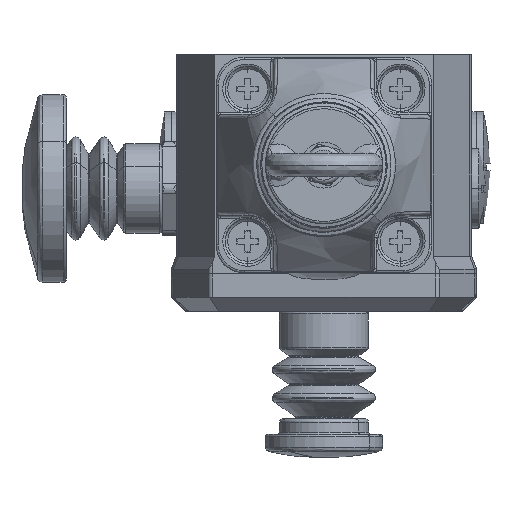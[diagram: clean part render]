
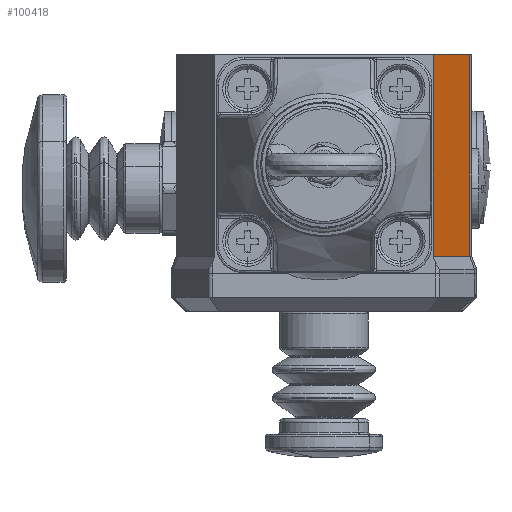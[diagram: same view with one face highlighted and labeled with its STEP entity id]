
A CAD part, front view. The second image highlights one B-rep face of the part: STEP entity #100418.
In plain terms, the highlighted planar face has unit normal (0.906, -0.423, 0).
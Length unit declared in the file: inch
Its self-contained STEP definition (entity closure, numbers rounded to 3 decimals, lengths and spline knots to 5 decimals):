
#1891 = CARTESIAN_POINT ( 'NONE',  ( 1.22171, -3.6934, 0. ) ) ;
#1904 = EDGE_LOOP ( 'NONE', ( #41853, #20522, #90025, #45319 ) ) ;
#2559 = FACE_OUTER_BOUND ( 'NONE', #1904, .T. ) ;
#2821 = AXIS2_PLACEMENT_3D ( 'NONE', #96928, #5484, #34354 ) ;
#3989 = DIRECTION ( 'NONE',  ( 0., 0., -1. ) ) ;
#5484 = DIRECTION ( 'NONE',  ( 0.906, -0.423, 0. ) ) ;
#13847 = CARTESIAN_POINT ( 'NONE',  ( 0.91535, -4.35039, 0. ) ) ;
#14100 = LINE ( 'NONE', #77228, #82418 ) ;
#14349 = VECTOR ( 'NONE', #3989, 39.37008 ) ;
#20282 = EDGE_CURVE ( 'NONE', #46946, #85441, #14100, .T. ) ;
#20522 = ORIENTED_EDGE ( 'NONE', *, *, #48096, .T. ) ;
#33587 = CARTESIAN_POINT ( 'NONE',  ( 0.91535, -4.35039, -1.68898 ) ) ;
#34354 = DIRECTION ( 'NONE',  ( 0.423, 0.906, 0. ) ) ;
#37447 = VECTOR ( 'NONE', #112580, 39.37008 ) ;
#39067 = DIRECTION ( 'NONE',  ( 0.423, 0.906, 0. ) ) ;
#39553 = LINE ( 'NONE', #78515, #14349 ) ;
#41853 = ORIENTED_EDGE ( 'NONE', *, *, #117665, .F. ) ;
#45319 = ORIENTED_EDGE ( 'NONE', *, *, #118222, .F. ) ;
#46946 = VERTEX_POINT ( 'NONE', #33587 ) ;
#48096 = EDGE_CURVE ( 'NONE', #117450, #46946, #39553, .T. ) ;
#49221 = CARTESIAN_POINT ( 'NONE',  ( 0.91535, -4.35039, 0. ) ) ;
#49370 = LINE ( 'NONE', #1891, #37447 ) ;
#57076 = CARTESIAN_POINT ( 'NONE',  ( 1.22171, -3.6934, 0. ) ) ;
#58475 = VECTOR ( 'NONE', #39067, 39.37008 ) ;
#60806 = VERTEX_POINT ( 'NONE', #57076 ) ;
#75106 = LINE ( 'NONE', #49221, #58475 ) ;
#77228 = CARTESIAN_POINT ( 'NONE',  ( 0.91535, -4.35039, -1.68898 ) ) ;
#78515 = CARTESIAN_POINT ( 'NONE',  ( 0.91535, -4.35039, 0.26064 ) ) ;
#82418 = VECTOR ( 'NONE', #104955, 39.37008 ) ;
#85441 = VERTEX_POINT ( 'NONE', #111852 ) ;
#90025 = ORIENTED_EDGE ( 'NONE', *, *, #20282, .T. ) ;
#96928 = CARTESIAN_POINT ( 'NONE',  ( 0.91535, -4.35039, 0.26064 ) ) ;
#100418 = ADVANCED_FACE ( 'NONE', ( #2559 ), #112627, .T. ) ;
#104955 = DIRECTION ( 'NONE',  ( 0.423, 0.906, 0. ) ) ;
#111852 = CARTESIAN_POINT ( 'NONE',  ( 1.22171, -3.6934, -1.68898 ) ) ;
#112580 = DIRECTION ( 'NONE',  ( 0., 0., -1. ) ) ;
#112627 = PLANE ( 'NONE',  #2821 ) ;
#117450 = VERTEX_POINT ( 'NONE', #13847 ) ;
#117665 = EDGE_CURVE ( 'NONE', #117450, #60806, #75106, .T. ) ;
#118222 = EDGE_CURVE ( 'NONE', #60806, #85441, #49370, .T. ) ;
